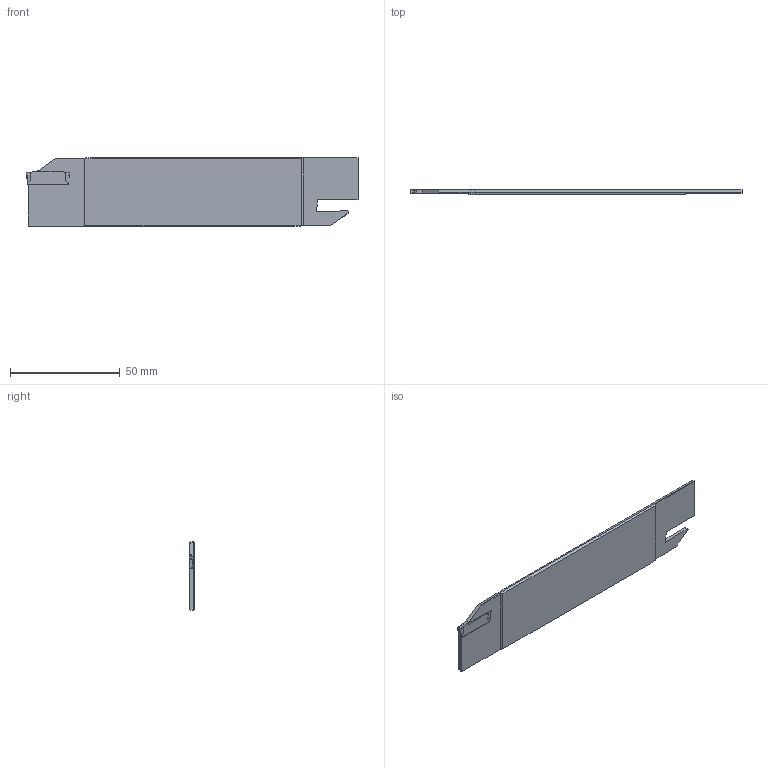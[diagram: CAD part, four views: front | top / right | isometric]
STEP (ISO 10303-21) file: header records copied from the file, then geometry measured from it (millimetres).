
FILE_DESCRIPTION(/* description */ (''),/* implementation_level */ '2;1');
FILE_NAME(/* name */ 'AKL-I-32-2_x_t.stp',/* time_stamp */ '2023-10-31T20:51:54+03:00',/* author */ (''),/* organization */ (''),/* preprocessor_version */ 'ST-DEVELOPER v19.4',/* originating_system */ 'SIEMENS PLM Software NX2306.3001',/* authorisation */ '');
FILE_SCHEMA (('AUTOMOTIVE_DESIGN { 1 0 10303 214 3 1 1 1 }'));
Length unit declared in the file: millimetre
Products named in the file (1): AKL-I-32-2_x_t_objects
Bounding box: 151 x 2.59 x 31.36 mm (x, y, z)
Volume: 9590.4 mm3; surface area: 9786.2 mm2
Topology: 2 solids, 2 shells, 82 faces, 226 edges, 148 vertices
Faces by surface type: plane 58, cylinder 20, bspline 4
Entity records: 2733 total; most frequent: CARTESIAN_POINT 593, ORIENTED_EDGE 452, DIRECTION 422, EDGE_CURVE 226, LINE 172, VECTOR 172, VERTEX_POINT 148, AXIS2_PLACEMENT_3D 125
